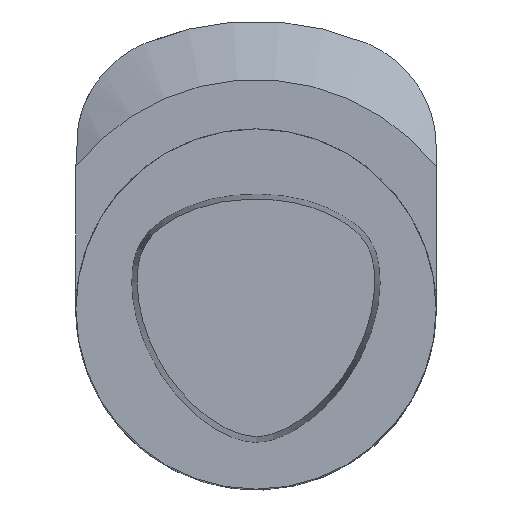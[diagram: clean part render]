
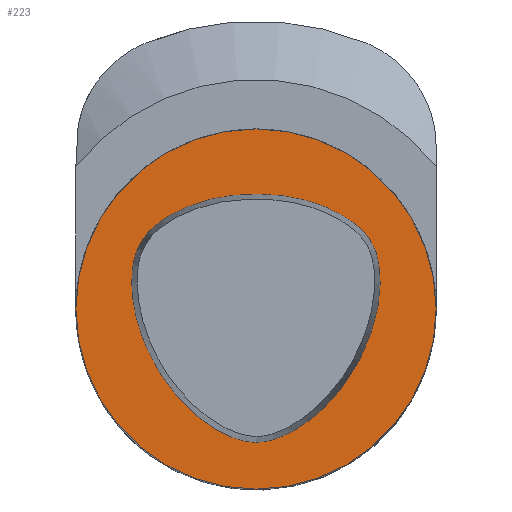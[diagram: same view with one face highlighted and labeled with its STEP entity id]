
A CAD part, top view. The second image highlights one B-rep face of the part: STEP entity #223.
In plain terms, the highlighted planar face has unit normal (0, 0, 1).
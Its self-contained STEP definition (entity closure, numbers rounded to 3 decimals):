
#115=EDGE_CURVE('240[2]',#321,#321,#322,.T.);
#223=ADVANCED_FACE('240[2]',(#470,#471),#472,.F.);
#236=EDGE_CURVE('240[2]',#487,#487,#488,.T.);
#321=VERTEX_POINT('',#579);
#322=B_SPLINE_CURVE_WITH_KNOTS('',3,(#580,#581,#582,#583,#584,#585,#586,#587,#588,#589,#590,#591,#592,#593,#594,#595,#596,#597,#598,#599,#600,#601,#602,#603,#604,#605,#606,#607,#608,#609,#610,#611,#612,#613,#614,#615,#616,#617,#618,#619,#620,#621,#622,#623,#624,#625,#626,#627,#628,#629,#630,#631,#632,#633,#634,#635,#636,#637,#638,#639,#640,#641,#642,#643,#644,#645,#646,#647,#648,#649,#650,#651,#652,#653,#654,#655,#656,#657,#658,#659,#660,#661,#662,#663,#664,#665,#666,#667,#668,#669,#670,#671,#672,#673,#674,#675),.UNSPECIFIED.,.T.,.F.,(4,2,2,2,2,2,2,2,2,2,2,2,2,2,2,2,2,2,2,2,2,2,2,2,2,2,2,2,2,2,2,2,2,2,2,2,2,2,2,2,2,2,2,2,2,2,2,4),(0.0,0.023,0.046,0.069,0.091,0.112,0.133,0.153,0.173,0.194,0.214,0.235,0.257,0.279,0.302,0.326,0.349,0.372,0.395,0.417,0.439,0.459,0.48,0.5,0.52,0.541,0.561,0.583,0.605,0.628,0.651,0.674,0.698,0.721,0.743,0.765,0.786,0.806,0.827,0.847,0.867,0.888,0.909,0.931,0.954,0.977,1.,1.0),.UNSPECIFIED.);
#470=FACE_OUTER_BOUND('',#1403,.T.);
#471=FACE_BOUND('',#1404,.T.);
#472=PLANE('',#1405);
#487=VERTEX_POINT('',#1429);
#488=CIRCLE('',#1430,39.993);
#579=CARTESIAN_POINT('',(0.002,-29.575,0.0));
#580=CARTESIAN_POINT('',(0.002,-29.575,0.0));
#581=CARTESIAN_POINT('',(1.344,-29.594,0.0));
#582=CARTESIAN_POINT('',(2.687,-29.333,0.0));
#583=CARTESIAN_POINT('',(5.261,-28.54,0.0));
#584=CARTESIAN_POINT('',(6.491,-28.009,0.0));
#585=CARTESIAN_POINT('',(8.829,-26.78,0.0));
#586=CARTESIAN_POINT('',(9.938,-26.086,0.0));
#587=CARTESIAN_POINT('',(12.031,-24.593,0.0));
#588=CARTESIAN_POINT('',(13.017,-23.798,0.0));
#589=CARTESIAN_POINT('',(14.873,-22.138,0.0));
#590=CARTESIAN_POINT('',(15.746,-21.276,0.0));
#591=CARTESIAN_POINT('',(17.388,-19.499,0.0));
#592=CARTESIAN_POINT('',(18.159,-18.587,0.0));
#593=CARTESIAN_POINT('',(19.609,-16.715,0.0));
#594=CARTESIAN_POINT('',(20.29,-15.757,0.0));
#595=CARTESIAN_POINT('',(21.566,-13.798,0.0));
#596=CARTESIAN_POINT('',(22.162,-12.796,0.0));
#597=CARTESIAN_POINT('',(23.275,-10.743,0.0));
#598=CARTESIAN_POINT('',(23.791,-9.693,0.0));
#599=CARTESIAN_POINT('',(24.742,-7.538,0.0));
#600=CARTESIAN_POINT('',(25.176,-6.433,0.0));
#601=CARTESIAN_POINT('',(25.955,-4.164,0.0));
#602=CARTESIAN_POINT('',(26.299,-2.998,0.0));
#603=CARTESIAN_POINT('',(26.882,-0.603,0.0));
#604=CARTESIAN_POINT('',(27.119,0.627,0.0));
#605=CARTESIAN_POINT('',(27.461,3.147,0.0));
#606=CARTESIAN_POINT('',(27.561,4.438,0.0));
#607=CARTESIAN_POINT('',(27.586,7.058,0.0));
#608=CARTESIAN_POINT('',(27.506,8.387,0.0));
#609=CARTESIAN_POINT('',(27.095,11.035,0.0));
#610=CARTESIAN_POINT('',(26.763,12.355,0.0));
#611=CARTESIAN_POINT('',(25.672,14.812,0.0));
#612=CARTESIAN_POINT('',(24.915,15.951,0.0));
#613=CARTESIAN_POINT('',(23.121,17.957,0.0));
#614=CARTESIAN_POINT('',(22.084,18.824,0.0));
#615=CARTESIAN_POINT('',(19.909,20.362,0.0));
#616=CARTESIAN_POINT('',(18.772,21.035,0.0));
#617=CARTESIAN_POINT('',(16.457,22.207,0.0));
#618=CARTESIAN_POINT('',(15.28,22.711,0.0));
#619=CARTESIAN_POINT('',(12.921,23.586,0.0));
#620=CARTESIAN_POINT('',(11.74,23.96,0.0));
#621=CARTESIAN_POINT('',(9.376,24.574,0.0));
#622=CARTESIAN_POINT('',(8.195,24.816,0.0));
#623=CARTESIAN_POINT('',(5.839,25.176,0.0));
#624=CARTESIAN_POINT('',(4.665,25.296,0.0));
#625=CARTESIAN_POINT('',(2.331,25.454,0.0));
#626=CARTESIAN_POINT('',(1.172,25.494,0.0));
#627=CARTESIAN_POINT('',(-1.155,25.495,0.0));
#628=CARTESIAN_POINT('',(-2.323,25.455,0.0));
#629=CARTESIAN_POINT('',(-4.665,25.296,0.0));
#630=CARTESIAN_POINT('',(-5.838,25.175,0.0));
#631=CARTESIAN_POINT('',(-8.194,24.815,0.0));
#632=CARTESIAN_POINT('',(-9.377,24.574,0.0));
#633=CARTESIAN_POINT('',(-11.74,23.96,0.0));
#634=CARTESIAN_POINT('',(-12.92,23.585,0.0));
#635=CARTESIAN_POINT('',(-15.28,22.711,0.0));
#636=CARTESIAN_POINT('',(-16.457,22.207,0.0));
#637=CARTESIAN_POINT('',(-18.773,21.035,0.0));
#638=CARTESIAN_POINT('',(-19.909,20.362,0.0));
#639=CARTESIAN_POINT('',(-22.084,18.824,0.0));
#640=CARTESIAN_POINT('',(-23.121,17.957,0.0));
#641=CARTESIAN_POINT('',(-24.915,15.951,0.0));
#642=CARTESIAN_POINT('',(-25.673,14.812,0.0));
#643=CARTESIAN_POINT('',(-26.763,12.355,0.0));
#644=CARTESIAN_POINT('',(-27.095,11.035,0.0));
#645=CARTESIAN_POINT('',(-27.506,8.387,0.0));
#646=CARTESIAN_POINT('',(-27.586,7.058,0.0));
#647=CARTESIAN_POINT('',(-27.561,4.438,0.0));
#648=CARTESIAN_POINT('',(-27.46,3.147,0.0));
#649=CARTESIAN_POINT('',(-27.119,0.627,0.0));
#650=CARTESIAN_POINT('',(-26.882,-0.603,0.0));
#651=CARTESIAN_POINT('',(-26.299,-2.998,0.0));
#652=CARTESIAN_POINT('',(-25.955,-4.164,0.0));
#653=CARTESIAN_POINT('',(-25.176,-6.433,0.0));
#654=CARTESIAN_POINT('',(-24.742,-7.538,0.0));
#655=CARTESIAN_POINT('',(-23.791,-9.693,0.0));
#656=CARTESIAN_POINT('',(-23.275,-10.743,0.0));
#657=CARTESIAN_POINT('',(-22.162,-12.795,0.0));
#658=CARTESIAN_POINT('',(-21.566,-13.798,0.0));
#659=CARTESIAN_POINT('',(-20.29,-15.757,0.0));
#660=CARTESIAN_POINT('',(-19.609,-16.715,0.0));
#661=CARTESIAN_POINT('',(-18.159,-18.586,0.0));
#662=CARTESIAN_POINT('',(-17.388,-19.5,0.0));
#663=CARTESIAN_POINT('',(-15.746,-21.276,0.0));
#664=CARTESIAN_POINT('',(-14.873,-22.138,0.0));
#665=CARTESIAN_POINT('',(-13.016,-23.798,0.0));
#666=CARTESIAN_POINT('',(-12.031,-24.593,0.0));
#667=CARTESIAN_POINT('',(-9.938,-26.085,0.0));
#668=CARTESIAN_POINT('',(-8.829,-26.777,0.0));
#669=CARTESIAN_POINT('',(-6.491,-28.012,0.0));
#670=CARTESIAN_POINT('',(-5.261,-28.55,0.0));
#671=CARTESIAN_POINT('',(-2.687,-29.323,0.0));
#672=CARTESIAN_POINT('',(-1.343,-29.556,0.0));
#673=CARTESIAN_POINT('',(0.001,-29.575,0.0));
#674=CARTESIAN_POINT('',(0.001,-29.575,0.0));
#675=CARTESIAN_POINT('',(0.002,-29.575,0.0));
#1403=EDGE_LOOP('',(#1780));
#1404=EDGE_LOOP('',(#1781));
#1405=AXIS2_PLACEMENT_3D('',#1782,#1783,#1784);
#1429=CARTESIAN_POINT('',(0.,39.993,0.));
#1430=AXIS2_PLACEMENT_3D('',#1802,#1803,#1804);
#1780=ORIENTED_EDGE('',*,*,#236,.T.);
#1781=ORIENTED_EDGE('',*,*,#115,.F.);
#1782=CARTESIAN_POINT('',(0.,19.996,0.));
#1783=DIRECTION('',(-0.0,-0.0,-1.0));
#1784=DIRECTION('',(0.0,-1.0,0.0));
#1802=CARTESIAN_POINT('',(0.0,0.0,0.0));
#1803=DIRECTION('',(0.0,-0.0,1.0));
#1804=DIRECTION('',(0.0,1.0,0.0));
